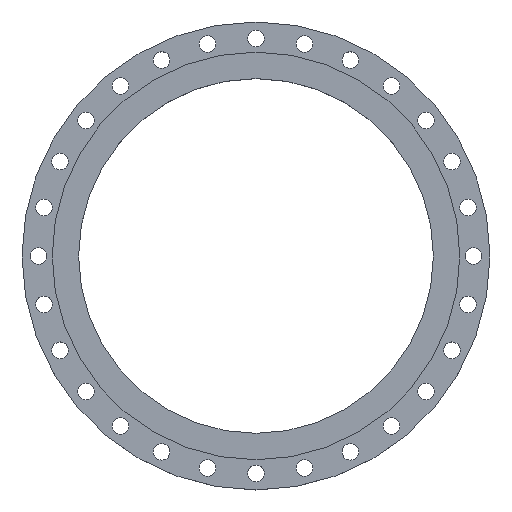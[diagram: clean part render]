
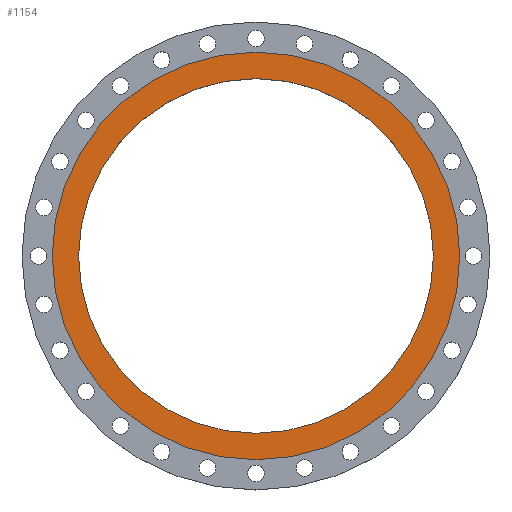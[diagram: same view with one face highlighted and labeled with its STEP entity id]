
A CAD part, top view. The second image highlights one B-rep face of the part: STEP entity #1154.
In plain terms, the highlighted planar face has unit normal (0, 0, 1).
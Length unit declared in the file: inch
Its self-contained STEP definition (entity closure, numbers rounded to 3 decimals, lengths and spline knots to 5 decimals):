
#16 = AXIS2_PLACEMENT_3D ( 'NONE', #2084, #280, #2060 ) ;
#67 = CIRCLE ( 'NONE', #2523, 16.875 ) ;
#123 = VERTEX_POINT ( 'NONE', #2203 ) ;
#183 = AXIS2_PLACEMENT_3D ( 'NONE', #2395, #1430, #2032 ) ;
#249 = VERTEX_POINT ( 'NONE', #1303 ) ;
#280 = DIRECTION ( 'NONE',  ( 0., 0., 1. ) ) ;
#351 = AXIS2_PLACEMENT_3D ( 'NONE', #574, #783, #2573 ) ;
#363 = CARTESIAN_POINT ( 'NONE',  ( 0., 0., 0. ) ) ;
#539 = ORIENTED_EDGE ( 'NONE', *, *, #2067, .T. ) ;
#566 = CARTESIAN_POINT ( 'NONE',  ( -14.6875, 0., 0. ) ) ;
#574 = CARTESIAN_POINT ( 'NONE',  ( 0., 0., 0. ) ) ;
#617 = DIRECTION ( 'NONE',  ( 0., 0., 1. ) ) ;
#652 = DIRECTION ( 'NONE',  ( 1., 0., 0. ) ) ;
#680 = EDGE_CURVE ( 'NONE', #249, #123, #1897, .T. ) ;
#684 = CARTESIAN_POINT ( 'NONE',  ( 14.6875, 0., 0. ) ) ;
#689 = AXIS2_PLACEMENT_3D ( 'NONE', #1677, #617, #652 ) ;
#739 = ORIENTED_EDGE ( 'NONE', *, *, #1858, .F. ) ;
#783 = DIRECTION ( 'NONE',  ( 0., 0., 1. ) ) ;
#886 = ORIENTED_EDGE ( 'NONE', *, *, #680, .T. ) ;
#1011 = FACE_BOUND ( 'NONE', #2454, .T. ) ;
#1154 = ADVANCED_FACE ( 'NONE', ( #1011, #2625 ), #1599, .F. ) ;
#1180 = CIRCLE ( 'NONE', #16, 14.6875 ) ;
#1201 = DIRECTION ( 'NONE',  ( 0., 0., 1. ) ) ;
#1303 = CARTESIAN_POINT ( 'NONE',  ( 16.875, 0., 0. ) ) ;
#1352 = CIRCLE ( 'NONE', #351, 14.6875 ) ;
#1406 = ORIENTED_EDGE ( 'NONE', *, *, #2613, .F. ) ;
#1430 = DIRECTION ( 'NONE',  ( 0., 0., -1. ) ) ;
#1599 = PLANE ( 'NONE',  #183 ) ;
#1649 = VERTEX_POINT ( 'NONE', #566 ) ;
#1677 = CARTESIAN_POINT ( 'NONE',  ( 0., 0., 0. ) ) ;
#1858 = EDGE_CURVE ( 'NONE', #2375, #1649, #1180, .T. ) ;
#1897 = CIRCLE ( 'NONE', #689, 16.875 ) ;
#1986 = DIRECTION ( 'NONE',  ( 1., 0., 0. ) ) ;
#2032 = DIRECTION ( 'NONE',  ( -1., 0., 0. ) ) ;
#2060 = DIRECTION ( 'NONE',  ( 1., 0., 0. ) ) ;
#2067 = EDGE_CURVE ( 'NONE', #123, #249, #67, .T. ) ;
#2084 = CARTESIAN_POINT ( 'NONE',  ( 0., 0., 0. ) ) ;
#2150 = EDGE_LOOP ( 'NONE', ( #886, #539 ) ) ;
#2203 = CARTESIAN_POINT ( 'NONE',  ( -16.875, 0., 0. ) ) ;
#2375 = VERTEX_POINT ( 'NONE', #684 ) ;
#2395 = CARTESIAN_POINT ( 'NONE',  ( 0., 14.6875, 0. ) ) ;
#2454 = EDGE_LOOP ( 'NONE', ( #739, #1406 ) ) ;
#2523 = AXIS2_PLACEMENT_3D ( 'NONE', #363, #1201, #1986 ) ;
#2573 = DIRECTION ( 'NONE',  ( 1., 0., 0. ) ) ;
#2613 = EDGE_CURVE ( 'NONE', #1649, #2375, #1352, .T. ) ;
#2625 = FACE_OUTER_BOUND ( 'NONE', #2150, .T. ) ;
